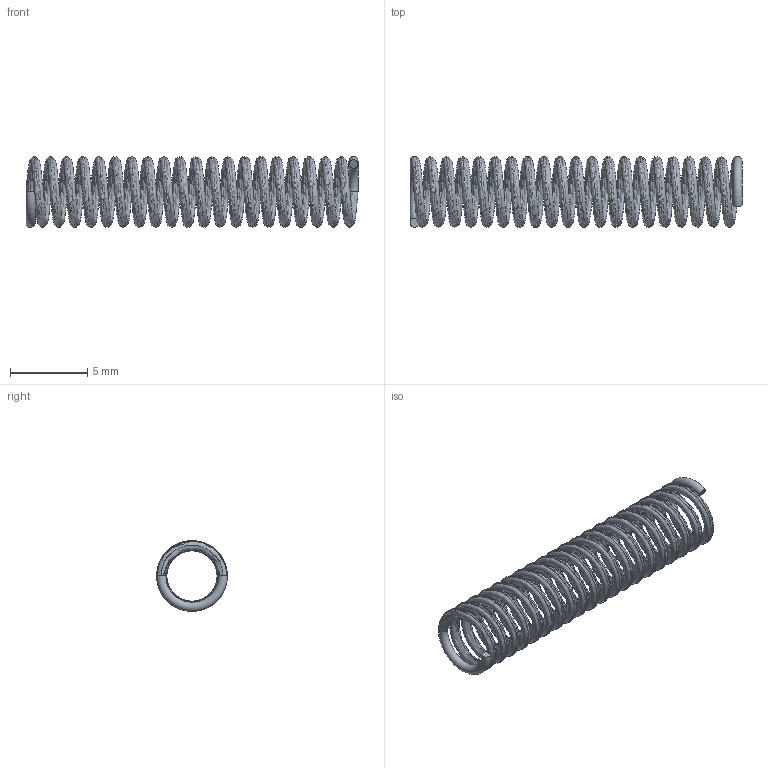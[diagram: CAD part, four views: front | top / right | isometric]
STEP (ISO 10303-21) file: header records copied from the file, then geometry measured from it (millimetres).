
FILE_DESCRIPTION((''),'2;1');
FILE_NAME('Chassis_Serrure_Ressort.stp','2009-02-12T21:13:49',('Alex_Cyril'),(''),'Autodesk Inventor 11','Autodesk Inventor 11','');
FILE_SCHEMA(('AUTOMOTIVE_DESIGN { 1 0 10303 214 1 1 1 1 }'));
Length unit declared in the file: inch
Products named in the file (1): Chassis_Serrure_Ressort
Bounding box: 21.45 x 4.57 x 4.57 mm (x, y, z)
Volume: 69.9 mm3; surface area: 479.8 mm2
Topology: 1 solids, 1 shells, 6 faces, 20 edges, 14 vertices
Faces by surface type: bspline 2, torus 2, plane 2
Entity records: 6728 total; most frequent: CARTESIAN_POINT 6541, DIRECTION 34, ORIENTED_EDGE 34, AXIS2_PLACEMENT_3D 17, EDGE_CURVE 17, VERTEX_POINT 13, CIRCLE 12, EDGE_LOOP 8
